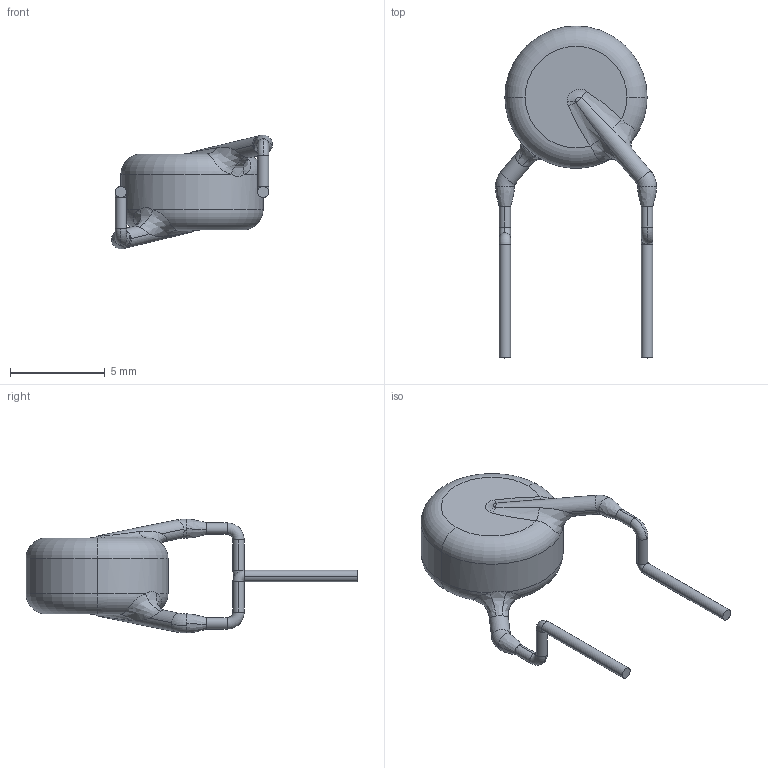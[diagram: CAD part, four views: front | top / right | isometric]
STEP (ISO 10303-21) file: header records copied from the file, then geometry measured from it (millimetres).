
FILE_DESCRIPTION (( 'STEP AP214' ), '1' );
FILE_NAME ('CC45SL3FD680JYNNA.STEP', '2022-02-22T16:10:10', ( '' ), ( '' ), 'SwSTEP 2.0', 'SolidWorks 2017', '' );
FILE_SCHEMA (( 'AUTOMOTIVE_DESIGN' ));
Length unit declared in the file: millimetre
Products named in the file (1): CC45SL3FD680JYNNA
Bounding box: 8.5 x 17.5 x 6 mm (x, y, z)
Volume: 180.2 mm3; surface area: 223.3 mm2
Topology: 3 solids, 3 shells, 64 faces, 156 edges, 94 vertices
Faces by surface type: torus 20, cylinder 18, bspline 14, plane 8, sphere 4
Entity records: 2548 total; most frequent: CARTESIAN_POINT 1037, DIRECTION 332, ORIENTED_EDGE 304, AXIS2_PLACEMENT_3D 157, EDGE_CURVE 152, CIRCLE 106, VERTEX_POINT 94, ADVANCED_FACE 64
